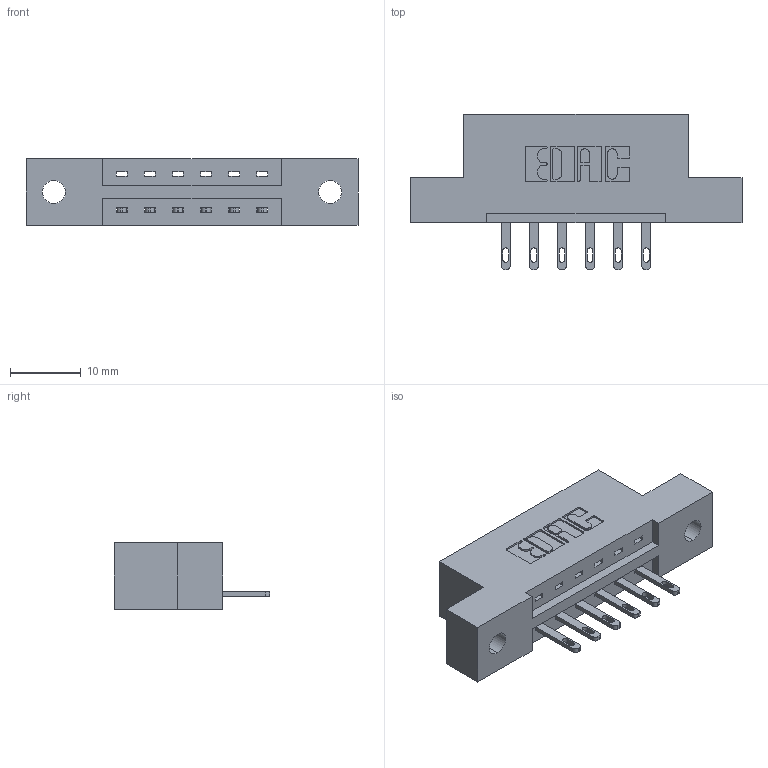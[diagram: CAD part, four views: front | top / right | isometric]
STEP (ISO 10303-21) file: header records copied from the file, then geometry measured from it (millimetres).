
FILE_DESCRIPTION (( 'STEP AP203' ), '1' );
FILE_NAME ('337-006-500-102.STEP', '2018-08-03T18:30:01', ( '' ), ( '' ), 'SwSTEP 2.0', 'SolidWorks 2016', '' );
FILE_SCHEMA (( 'CONFIG_CONTROL_DESIGN' ));
Length unit declared in the file: inch
Products named in the file (3): 337 Part_Flush Mounting Lugs - 0.128 Dia; 345-292-001_345-293-100; 337-006-500-102
Assembly tree (7 placements, depth 2):
  337-006-500-102
    337 Part_Flush Mounting Lugs - 0.128 Dia
    345-292-001_345-293-100  x6
Bounding box: 46.79 x 21.85 x 9.4 mm (x, y, z)
Volume: 4379.2 mm3; surface area: 4069.6 mm2
Topology: 7 solids, 7 shells, 462 faces, 1391 edges, 926 vertices
Faces by surface type: plane 310, cylinder 152
Entity records: 9049 total; most frequent: CARTESIAN_POINT 1580, ORIENTED_EDGE 1522, DIRECTION 1405, EDGE_CURVE 761, VECTOR 629, LINE 629, VERTEX_POINT 506, AXIS2_PLACEMENT_3D 388
